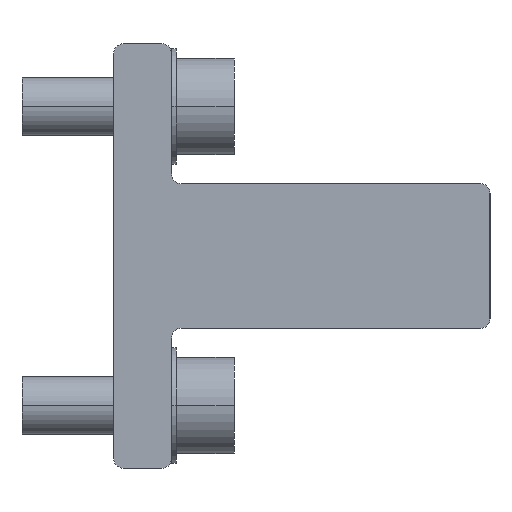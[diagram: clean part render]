
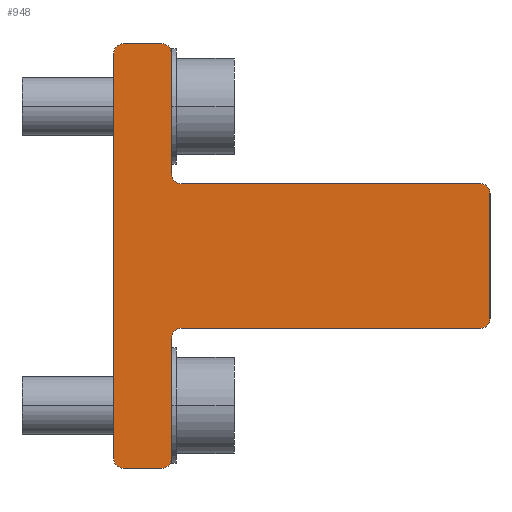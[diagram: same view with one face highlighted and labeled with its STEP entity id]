
A CAD part, left-side view. The second image highlights one B-rep face of the part: STEP entity #948.
In plain terms, the highlighted planar face has unit normal (-1, 0, 0).
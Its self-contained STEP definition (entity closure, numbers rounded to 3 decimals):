
#381=AXIS2_PLACEMENT_3D('Circle Axis2P3D',#379,#380,$) ;
#421=AXIS2_PLACEMENT_3D('Circle Axis2P3D',#419,#420,$) ;
#470=AXIS2_PLACEMENT_3D('Circle Axis2P3D',#468,#469,$) ;
#571=AXIS2_PLACEMENT_3D('Circle Axis2P3D',#569,#570,$) ;
#632=AXIS2_PLACEMENT_3D('Circle Axis2P3D',#630,#631,$) ;
#733=AXIS2_PLACEMENT_3D('Circle Axis2P3D',#731,#732,$) ;
#789=AXIS2_PLACEMENT_3D('Circle Axis2P3D',#787,#788,$) ;
#923=AXIS2_PLACEMENT_3D('Plane Axis2P3D',#920,#921,#922) ;
#927=AXIS2_PLACEMENT_3D('Circle Axis2P3D',#925,#926,$) ;
#379=CARTESIAN_POINT('Axis2P3D Location',(-92.,-99.,27.5)) ;
#383=CARTESIAN_POINT('Vertex',(-92.,-99.,28.5)) ;
#385=CARTESIAN_POINT('Vertex',(-92.,-98.,27.5)) ;
#419=CARTESIAN_POINT('Axis2P3D Location',(-92.,-99.,44.5)) ;
#423=CARTESIAN_POINT('Vertex',(-92.,-98.,44.5)) ;
#425=CARTESIAN_POINT('Vertex',(-92.,-99.,43.5)) ;
#463=CARTESIAN_POINT('Vertex',(-92.,-92.,57.)) ;
#468=CARTESIAN_POINT('Axis2P3D Location',(-92.,-93.,57.)) ;
#472=CARTESIAN_POINT('Vertex',(-92.,-93.,58.)) ;
#503=CARTESIAN_POINT('Vertex',(-92.,-98.,57.)) ;
#508=CARTESIAN_POINT('Line Origine',(-92.,-98.,50.75)) ;
#542=CARTESIAN_POINT('Vertex',(-92.,-97.,58.)) ;
#552=CARTESIAN_POINT('Line Origine',(-92.,-95.,58.)) ;
#569=CARTESIAN_POINT('Axis2P3D Location',(-92.,-97.,57.)) ;
#595=CARTESIAN_POINT('Vertex',(-92.,-130.,43.5)) ;
#605=CARTESIAN_POINT('Line Origine',(-92.,-114.5,43.5)) ;
#630=CARTESIAN_POINT('Axis2P3D Location',(-92.,-130.,42.5)) ;
#634=CARTESIAN_POINT('Vertex',(-92.,-131.,42.5)) ;
#665=CARTESIAN_POINT('Vertex',(-92.,-130.,28.5)) ;
#670=CARTESIAN_POINT('Line Origine',(-92.,-114.5,28.5)) ;
#704=CARTESIAN_POINT('Vertex',(-92.,-131.,29.5)) ;
#714=CARTESIAN_POINT('Line Origine',(-92.,-131.,36.)) ;
#731=CARTESIAN_POINT('Axis2P3D Location',(-92.,-130.,29.5)) ;
#752=CARTESIAN_POINT('Vertex',(-92.,-98.,15.)) ;
#762=CARTESIAN_POINT('Line Origine',(-92.,-98.,21.25)) ;
#787=CARTESIAN_POINT('Axis2P3D Location',(-92.,-97.,15.)) ;
#791=CARTESIAN_POINT('Vertex',(-92.,-97.,14.)) ;
#822=CARTESIAN_POINT('Vertex',(-92.,-92.,15.)) ;
#827=CARTESIAN_POINT('Line Origine',(-92.,-92.,36.)) ;
#869=CARTESIAN_POINT('Vertex',(-92.,-93.,14.)) ;
#879=CARTESIAN_POINT('Line Origine',(-92.,-95.,14.)) ;
#920=CARTESIAN_POINT('Axis2P3D Location',(-92.,51.667,106.198)) ;
#925=CARTESIAN_POINT('Axis2P3D Location',(-92.,-93.,15.)) ;
#380=DIRECTION('Axis2P3D Direction',(-1.,0.,0.)) ;
#420=DIRECTION('Axis2P3D Direction',(-1.,0.,0.)) ;
#469=DIRECTION('Axis2P3D Direction',(-1.,0.,0.)) ;
#509=DIRECTION('Vector Direction',(0.,0.,1.)) ;
#553=DIRECTION('Vector Direction',(0.,1.,0.)) ;
#570=DIRECTION('Axis2P3D Direction',(-1.,0.,0.)) ;
#606=DIRECTION('Vector Direction',(0.,1.,0.)) ;
#631=DIRECTION('Axis2P3D Direction',(-1.,0.,0.)) ;
#671=DIRECTION('Vector Direction',(0.,-1.,0.)) ;
#715=DIRECTION('Vector Direction',(0.,0.,1.)) ;
#732=DIRECTION('Axis2P3D Direction',(-1.,-0.,0.)) ;
#763=DIRECTION('Vector Direction',(0.,0.,1.)) ;
#788=DIRECTION('Axis2P3D Direction',(-1.,-0.,0.)) ;
#828=DIRECTION('Vector Direction',(0.,0.,-1.)) ;
#880=DIRECTION('Vector Direction',(0.,-1.,0.)) ;
#921=DIRECTION('Axis2P3D Direction',(-1.,-0.,-0.)) ;
#922=DIRECTION('Axis2P3D XDirection',(0.,0.,-1.)) ;
#926=DIRECTION('Axis2P3D Direction',(-1.,-0.,-0.)) ;
#510=VECTOR('Line Direction',#509,1.) ;
#554=VECTOR('Line Direction',#553,1.) ;
#607=VECTOR('Line Direction',#606,1.) ;
#672=VECTOR('Line Direction',#671,1.) ;
#716=VECTOR('Line Direction',#715,1.) ;
#764=VECTOR('Line Direction',#763,1.) ;
#829=VECTOR('Line Direction',#828,1.) ;
#881=VECTOR('Line Direction',#880,1.) ;
#931=ORIENTED_EDGE('',*,*,#883,.T.) ;
#932=ORIENTED_EDGE('',*,*,#793,.T.) ;
#933=ORIENTED_EDGE('',*,*,#766,.T.) ;
#934=ORIENTED_EDGE('',*,*,#387,.F.) ;
#935=ORIENTED_EDGE('',*,*,#674,.T.) ;
#936=ORIENTED_EDGE('',*,*,#735,.T.) ;
#937=ORIENTED_EDGE('',*,*,#718,.T.) ;
#938=ORIENTED_EDGE('',*,*,#636,.T.) ;
#939=ORIENTED_EDGE('',*,*,#609,.T.) ;
#940=ORIENTED_EDGE('',*,*,#427,.F.) ;
#941=ORIENTED_EDGE('',*,*,#512,.T.) ;
#942=ORIENTED_EDGE('',*,*,#573,.T.) ;
#943=ORIENTED_EDGE('',*,*,#556,.T.) ;
#944=ORIENTED_EDGE('',*,*,#474,.T.) ;
#945=ORIENTED_EDGE('',*,*,#831,.T.) ;
#946=ORIENTED_EDGE('',*,*,#929,.T.) ;
#948=ADVANCED_FACE('RA4760001_1PA_001_01_TERMINALE_ORIZZONTALE-VERTICALE',(#947),#924,.T.) ;
#382=CIRCLE('generated circle',#381,1.) ;
#422=CIRCLE('generated circle',#421,1.) ;
#471=CIRCLE('generated circle',#470,1.) ;
#572=CIRCLE('generated circle',#571,1.) ;
#633=CIRCLE('generated circle',#632,1.) ;
#734=CIRCLE('generated circle',#733,1.) ;
#790=CIRCLE('generated circle',#789,1.) ;
#928=CIRCLE('generated circle',#927,1.) ;
#387=EDGE_CURVE('',#384,#386,#382,.T.) ;
#427=EDGE_CURVE('',#424,#426,#422,.T.) ;
#474=EDGE_CURVE('',#473,#464,#471,.T.) ;
#512=EDGE_CURVE('',#424,#504,#511,.T.) ;
#556=EDGE_CURVE('',#543,#473,#555,.T.) ;
#573=EDGE_CURVE('',#504,#543,#572,.T.) ;
#609=EDGE_CURVE('',#596,#426,#608,.T.) ;
#636=EDGE_CURVE('',#635,#596,#633,.T.) ;
#674=EDGE_CURVE('',#384,#666,#673,.T.) ;
#718=EDGE_CURVE('',#705,#635,#717,.T.) ;
#735=EDGE_CURVE('',#666,#705,#734,.T.) ;
#766=EDGE_CURVE('',#753,#386,#765,.T.) ;
#793=EDGE_CURVE('',#792,#753,#790,.T.) ;
#831=EDGE_CURVE('',#464,#823,#830,.T.) ;
#883=EDGE_CURVE('',#870,#792,#882,.T.) ;
#929=EDGE_CURVE('',#823,#870,#928,.T.) ;
#930=EDGE_LOOP('',(#931,#932,#933,#934,#935,#936,#937,#938,#939,#940,#941,#942,#943,#944,#945,#946)) ;
#947=FACE_OUTER_BOUND('',#930,.T.) ;
#511=LINE('Line',#508,#510) ;
#555=LINE('Line',#552,#554) ;
#608=LINE('Line',#605,#607) ;
#673=LINE('Line',#670,#672) ;
#717=LINE('Line',#714,#716) ;
#765=LINE('Line',#762,#764) ;
#830=LINE('Line',#827,#829) ;
#882=LINE('Line',#879,#881) ;
#924=PLANE('',#923) ;
#384=VERTEX_POINT('',#383) ;
#386=VERTEX_POINT('',#385) ;
#424=VERTEX_POINT('',#423) ;
#426=VERTEX_POINT('',#425) ;
#464=VERTEX_POINT('',#463) ;
#473=VERTEX_POINT('',#472) ;
#504=VERTEX_POINT('',#503) ;
#543=VERTEX_POINT('',#542) ;
#596=VERTEX_POINT('',#595) ;
#635=VERTEX_POINT('',#634) ;
#666=VERTEX_POINT('',#665) ;
#705=VERTEX_POINT('',#704) ;
#753=VERTEX_POINT('',#752) ;
#792=VERTEX_POINT('',#791) ;
#823=VERTEX_POINT('',#822) ;
#870=VERTEX_POINT('',#869) ;
